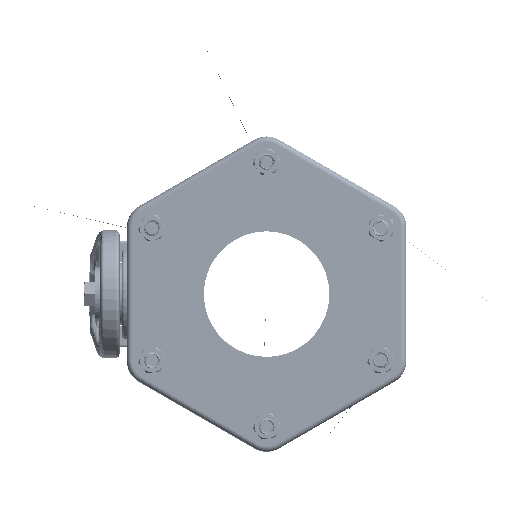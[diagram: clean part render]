
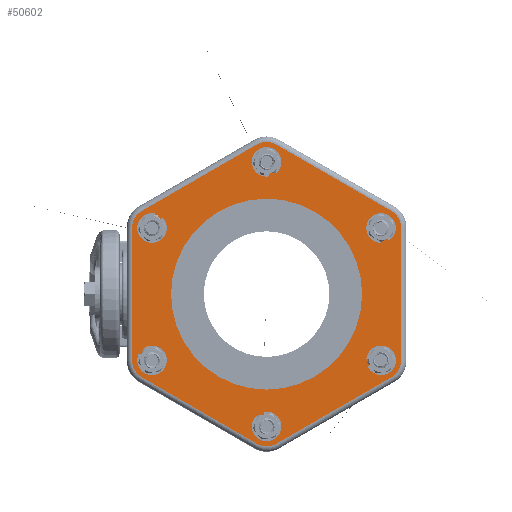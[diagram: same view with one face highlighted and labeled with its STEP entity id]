
A CAD part, left-side view. The second image highlights one B-rep face of the part: STEP entity #50602.
In plain terms, the highlighted planar face has unit normal (-1, 0, 0).
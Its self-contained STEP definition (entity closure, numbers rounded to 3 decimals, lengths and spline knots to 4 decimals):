
#645=FACE_BOUND('',#9223,.T.);
#646=FACE_BOUND('',#9224,.T.);
#647=FACE_BOUND('',#9225,.T.);
#648=FACE_BOUND('',#9226,.T.);
#649=FACE_BOUND('',#9227,.T.);
#650=FACE_BOUND('',#9228,.T.);
#651=FACE_BOUND('',#9229,.T.);
#1013=CIRCLE('',#53382,0.22);
#1015=CIRCLE('',#53385,0.22);
#1017=CIRCLE('',#53388,0.22);
#1021=CIRCLE('',#53393,2.03);
#1022=CIRCLE('',#53394,2.03);
#1028=CIRCLE('',#53402,0.4375);
#1029=CIRCLE('',#53403,0.4375);
#1030=CIRCLE('',#53404,0.4375);
#1031=CIRCLE('',#53405,0.4375);
#1032=CIRCLE('',#53406,0.4375);
#1033=CIRCLE('',#53407,0.4375);
#1034=CIRCLE('',#53408,0.22);
#1035=CIRCLE('',#53409,0.22);
#1036=CIRCLE('',#53410,0.22);
#6186=FACE_OUTER_BOUND('',#9222,.T.);
#9222=EDGE_LOOP('',(#42639,#42640,#42641,#42642,#42643,#42644,#42645,#42646,
#42647,#42648,#42649,#42650));
#9223=EDGE_LOOP('',(#42651));
#9224=EDGE_LOOP('',(#42652));
#9225=EDGE_LOOP('',(#42653));
#9226=EDGE_LOOP('',(#42654));
#9227=EDGE_LOOP('',(#42655));
#9228=EDGE_LOOP('',(#42656));
#9229=EDGE_LOOP('',(#42657,#42658));
#13766=LINE('',#85616,#18697);
#13767=LINE('',#85620,#18698);
#13768=LINE('',#85624,#18699);
#13769=LINE('',#85628,#18700);
#13770=LINE('',#85632,#18701);
#13771=LINE('',#85635,#18702);
#18697=VECTOR('',#61348,0.3937);
#18698=VECTOR('',#61351,0.3937);
#18699=VECTOR('',#61354,0.3937);
#18700=VECTOR('',#61357,0.3937);
#18701=VECTOR('',#61360,0.3937);
#18702=VECTOR('',#61363,0.3937);
#23466=VERTEX_POINT('',#85577);
#23467=VERTEX_POINT('',#85582);
#23468=VERTEX_POINT('',#85587);
#23471=VERTEX_POINT('',#85595);
#23472=VERTEX_POINT('',#85597);
#23477=VERTEX_POINT('',#85612);
#23478=VERTEX_POINT('',#85613);
#23479=VERTEX_POINT('',#85615);
#23480=VERTEX_POINT('',#85617);
#23481=VERTEX_POINT('',#85619);
#23482=VERTEX_POINT('',#85621);
#23483=VERTEX_POINT('',#85623);
#23484=VERTEX_POINT('',#85625);
#23485=VERTEX_POINT('',#85627);
#23486=VERTEX_POINT('',#85629);
#23487=VERTEX_POINT('',#85631);
#23488=VERTEX_POINT('',#85633);
#23489=VERTEX_POINT('',#85636);
#23490=VERTEX_POINT('',#85638);
#23491=VERTEX_POINT('',#85640);
#30072=EDGE_CURVE('',#23466,#23466,#1013,.T.);
#30075=EDGE_CURVE('',#23467,#23467,#1015,.T.);
#30078=EDGE_CURVE('',#23468,#23468,#1017,.T.);
#30083=EDGE_CURVE('',#23471,#23472,#1021,.T.);
#30084=EDGE_CURVE('',#23472,#23471,#1022,.T.);
#30091=EDGE_CURVE('',#23477,#23478,#1028,.T.);
#30092=EDGE_CURVE('',#23479,#23477,#13766,.T.);
#30093=EDGE_CURVE('',#23480,#23479,#1029,.T.);
#30094=EDGE_CURVE('',#23481,#23480,#13767,.T.);
#30095=EDGE_CURVE('',#23482,#23481,#1030,.T.);
#30096=EDGE_CURVE('',#23483,#23482,#13768,.T.);
#30097=EDGE_CURVE('',#23484,#23483,#1031,.T.);
#30098=EDGE_CURVE('',#23485,#23484,#13769,.T.);
#30099=EDGE_CURVE('',#23486,#23485,#1032,.T.);
#30100=EDGE_CURVE('',#23487,#23486,#13770,.T.);
#30101=EDGE_CURVE('',#23488,#23487,#1033,.T.);
#30102=EDGE_CURVE('',#23478,#23488,#13771,.T.);
#30103=EDGE_CURVE('',#23489,#23489,#1034,.T.);
#30104=EDGE_CURVE('',#23490,#23490,#1035,.T.);
#30105=EDGE_CURVE('',#23491,#23491,#1036,.T.);
#42639=ORIENTED_EDGE('',*,*,#30091,.F.);
#42640=ORIENTED_EDGE('',*,*,#30092,.F.);
#42641=ORIENTED_EDGE('',*,*,#30093,.F.);
#42642=ORIENTED_EDGE('',*,*,#30094,.F.);
#42643=ORIENTED_EDGE('',*,*,#30095,.F.);
#42644=ORIENTED_EDGE('',*,*,#30096,.F.);
#42645=ORIENTED_EDGE('',*,*,#30097,.F.);
#42646=ORIENTED_EDGE('',*,*,#30098,.F.);
#42647=ORIENTED_EDGE('',*,*,#30099,.F.);
#42648=ORIENTED_EDGE('',*,*,#30100,.F.);
#42649=ORIENTED_EDGE('',*,*,#30101,.F.);
#42650=ORIENTED_EDGE('',*,*,#30102,.F.);
#42651=ORIENTED_EDGE('',*,*,#30078,.T.);
#42652=ORIENTED_EDGE('',*,*,#30103,.T.);
#42653=ORIENTED_EDGE('',*,*,#30104,.T.);
#42654=ORIENTED_EDGE('',*,*,#30105,.T.);
#42655=ORIENTED_EDGE('',*,*,#30072,.T.);
#42656=ORIENTED_EDGE('',*,*,#30075,.T.);
#42657=ORIENTED_EDGE('',*,*,#30084,.F.);
#42658=ORIENTED_EDGE('',*,*,#30083,.F.);
#48174=PLANE('',#53401);
#50602=ADVANCED_FACE('',(#6186,#645,#646,#647,#648,#649,#650,#651),#48174,
 .T.);
#53382=AXIS2_PLACEMENT_3D('',#85578,#61302,#61303);
#53385=AXIS2_PLACEMENT_3D('',#85583,#61309,#61310);
#53388=AXIS2_PLACEMENT_3D('',#85588,#61316,#61317);
#53393=AXIS2_PLACEMENT_3D('',#85598,#61327,#61328);
#53394=AXIS2_PLACEMENT_3D('',#85599,#61329,#61330);
#53401=AXIS2_PLACEMENT_3D('',#85611,#61344,#61345);
#53402=AXIS2_PLACEMENT_3D('',#85614,#61346,#61347);
#53403=AXIS2_PLACEMENT_3D('',#85618,#61349,#61350);
#53404=AXIS2_PLACEMENT_3D('',#85622,#61352,#61353);
#53405=AXIS2_PLACEMENT_3D('',#85626,#61355,#61356);
#53406=AXIS2_PLACEMENT_3D('',#85630,#61358,#61359);
#53407=AXIS2_PLACEMENT_3D('',#85634,#61361,#61362);
#53408=AXIS2_PLACEMENT_3D('',#85637,#61364,#61365);
#53409=AXIS2_PLACEMENT_3D('',#85639,#61366,#61367);
#53410=AXIS2_PLACEMENT_3D('',#85641,#61368,#61369);
#61302=DIRECTION('center_axis',(1.,0.,0.));
#61303=DIRECTION('ref_axis',(0.,0.866,-0.5));
#61309=DIRECTION('center_axis',(1.,0.,0.));
#61310=DIRECTION('ref_axis',(0.,0.,-1.));
#61316=DIRECTION('center_axis',(1.,0.,0.));
#61317=DIRECTION('ref_axis',(0.,-0.866,-0.5));
#61327=DIRECTION('center_axis',(-1.,0.,0.));
#61328=DIRECTION('ref_axis',(0.,-1.,0.));
#61329=DIRECTION('center_axis',(-1.,0.,0.));
#61330=DIRECTION('ref_axis',(0.,-1.,0.));
#61344=DIRECTION('center_axis',(-1.,0.,0.));
#61345=DIRECTION('ref_axis',(0.,0.,1.));
#61346=DIRECTION('center_axis',(1.,0.,0.));
#61347=DIRECTION('ref_axis',(0.,-0.866,-0.5));
#61348=DIRECTION('',(0.,0.,-1.));
#61349=DIRECTION('center_axis',(1.,0.,0.));
#61350=DIRECTION('ref_axis',(0.,-0.866,0.5));
#61351=DIRECTION('',(0.,-0.866,-0.5));
#61352=DIRECTION('center_axis',(1.,0.,0.));
#61353=DIRECTION('ref_axis',(0.,0.,1.));
#61354=DIRECTION('',(0.,-0.866,0.5));
#61355=DIRECTION('center_axis',(1.,0.,0.));
#61356=DIRECTION('ref_axis',(0.,0.866,0.5));
#61357=DIRECTION('',(0.,0.,1.));
#61358=DIRECTION('center_axis',(1.,0.,0.));
#61359=DIRECTION('ref_axis',(0.,0.866,-0.5));
#61360=DIRECTION('',(0.,0.866,0.5));
#61361=DIRECTION('center_axis',(1.,0.,0.));
#61362=DIRECTION('ref_axis',(0.,0.,-1.));
#61363=DIRECTION('',(0.,0.866,-0.5));
#61364=DIRECTION('center_axis',(1.,0.,0.));
#61365=DIRECTION('ref_axis',(0.,-0.866,0.5));
#61366=DIRECTION('center_axis',(1.,0.,0.));
#61367=DIRECTION('ref_axis',(0.,0.,1.));
#61368=DIRECTION('center_axis',(1.,0.,0.));
#61369=DIRECTION('ref_axis',(0.,0.866,0.5));
#85577=CARTESIAN_POINT('',(1.38,2.4725,-1.4275));
#85578=CARTESIAN_POINT('Origin',(1.38,2.663,-1.5375));
#85582=CARTESIAN_POINT('',(1.38,0.,-2.855));
#85583=CARTESIAN_POINT('Origin',(1.38,0.,-3.075));
#85587=CARTESIAN_POINT('',(1.38,-2.4725,-1.4275));
#85588=CARTESIAN_POINT('Origin',(1.38,-2.663,-1.5375));
#85595=CARTESIAN_POINT('',(1.38,0.,2.03));
#85597=CARTESIAN_POINT('',(1.38,2.03,0.));
#85598=CARTESIAN_POINT('Origin',(1.38,0.,0.));
#85599=CARTESIAN_POINT('Origin',(1.38,0.,0.));
#85611=CARTESIAN_POINT('Origin',(1.38,2.515,0.));
#85612=CARTESIAN_POINT('',(1.38,-3.125,-1.5516));
#85613=CARTESIAN_POINT('',(1.38,-2.9063,-1.9305));
#85614=CARTESIAN_POINT('Origin',(1.38,-2.6875,-1.5516));
#85615=CARTESIAN_POINT('',(1.38,-3.125,1.5516));
#85616=CARTESIAN_POINT('',(1.38,-3.125,0.9382));
#85617=CARTESIAN_POINT('',(1.38,-2.9063,1.9305));
#85618=CARTESIAN_POINT('Origin',(1.38,-2.6875,1.5516));
#85619=CARTESIAN_POINT('',(1.38,-0.2188,3.4821));
#85620=CARTESIAN_POINT('',(1.38,0.1931,3.7199));
#85621=CARTESIAN_POINT('',(1.38,0.2188,3.4821));
#85622=CARTESIAN_POINT('Origin',(1.38,0.,3.1033));
#85623=CARTESIAN_POINT('',(1.38,2.9063,1.9305));
#85624=CARTESIAN_POINT('',(1.38,3.3181,1.6927));
#85625=CARTESIAN_POINT('',(1.38,3.125,1.5516));
#85626=CARTESIAN_POINT('Origin',(1.38,2.6875,1.5516));
#85627=CARTESIAN_POINT('',(1.38,3.125,-1.5516));
#85628=CARTESIAN_POINT('',(1.38,3.125,-0.9382));
#85629=CARTESIAN_POINT('',(1.38,2.9063,-1.9305));
#85630=CARTESIAN_POINT('Origin',(1.38,2.6875,-1.5516));
#85631=CARTESIAN_POINT('',(1.38,0.2188,-3.4821));
#85632=CARTESIAN_POINT('',(1.38,1.6931,-2.6309));
#85633=CARTESIAN_POINT('',(1.38,-0.2187,-3.4821));
#85634=CARTESIAN_POINT('Origin',(1.38,0.,-3.1033));
#85635=CARTESIAN_POINT('',(1.38,-1.4319,-2.7817));
#85636=CARTESIAN_POINT('',(1.38,-2.4725,1.4275));
#85637=CARTESIAN_POINT('Origin',(1.38,-2.663,1.5375));
#85638=CARTESIAN_POINT('',(1.38,0.,2.855));
#85639=CARTESIAN_POINT('Origin',(1.38,0.,3.075));
#85640=CARTESIAN_POINT('',(1.38,2.4725,1.4275));
#85641=CARTESIAN_POINT('Origin',(1.38,2.663,1.5375));
